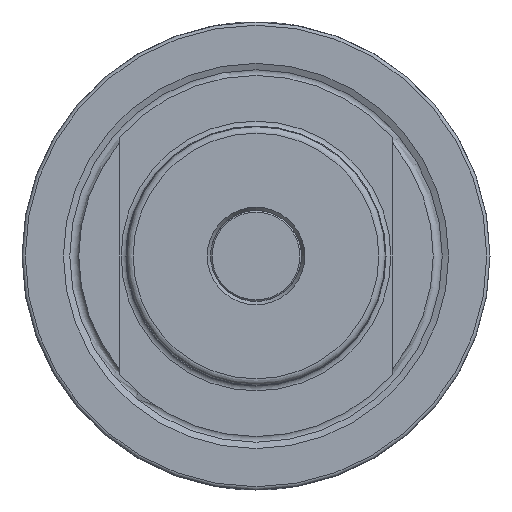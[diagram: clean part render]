
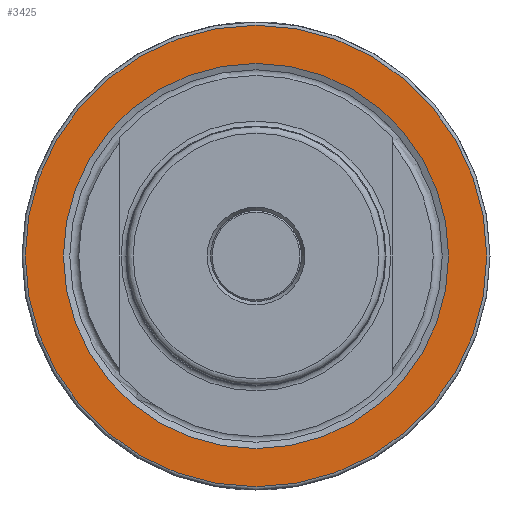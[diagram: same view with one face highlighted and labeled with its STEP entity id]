
A CAD part, left-side view. The second image highlights one B-rep face of the part: STEP entity #3425.
In plain terms, the highlighted planar face has unit normal (-1, 0, 0).
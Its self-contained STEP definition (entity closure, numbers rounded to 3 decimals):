
#290 = VERTEX_POINT ( 'NONE', #2069 ) ;
#293 = EDGE_LOOP ( 'NONE', ( #4629 ) ) ;
#571 = CIRCLE ( 'NONE', #4633, 29.626 ) ;
#681 = DIRECTION ( 'NONE',  ( 0., 0., -1. ) ) ;
#701 = PLANE ( 'NONE',  #3319 ) ;
#787 = DIRECTION ( 'NONE',  ( -1., 0., 0. ) ) ;
#2008 = DIRECTION ( 'NONE',  ( 1., 0., 0. ) ) ;
#2069 = CARTESIAN_POINT ( 'NONE',  ( 40., 0., 35.5 ) ) ;
#2090 = ORIENTED_EDGE ( 'NONE', *, *, #2725, .T. ) ;
#2107 = DIRECTION ( 'NONE',  ( 0., 0., 1. ) ) ;
#2358 = EDGE_CURVE ( 'NONE', #5547, #5547, #571, .T. ) ;
#2725 = EDGE_CURVE ( 'NONE', #290, #290, #3029, .T. ) ;
#2859 = EDGE_LOOP ( 'NONE', ( #2090 ) ) ;
#2877 = CARTESIAN_POINT ( 'NONE',  ( 40., 0., 29.626 ) ) ;
#3029 = CIRCLE ( 'NONE', #5391, 35.5 ) ;
#3257 = CARTESIAN_POINT ( 'NONE',  ( 40., 0., 0. ) ) ;
#3319 = AXIS2_PLACEMENT_3D ( 'NONE', #5658, #2008, #681 ) ;
#3350 = FACE_OUTER_BOUND ( 'NONE', #2859, .T. ) ;
#3425 = ADVANCED_FACE ( 'NONE', ( #4123, #3350 ), #701, .F. ) ;
#4123 = FACE_BOUND ( 'NONE', #293, .T. ) ;
#4184 = DIRECTION ( 'NONE',  ( -1., 0., 0. ) ) ;
#4629 = ORIENTED_EDGE ( 'NONE', *, *, #2358, .F. ) ;
#4633 = AXIS2_PLACEMENT_3D ( 'NONE', #5670, #787, #2107 ) ;
#4638 = DIRECTION ( 'NONE',  ( 0., 0., 1. ) ) ;
#5391 = AXIS2_PLACEMENT_3D ( 'NONE', #3257, #4184, #4638 ) ;
#5547 = VERTEX_POINT ( 'NONE', #2877 ) ;
#5658 = CARTESIAN_POINT ( 'NONE',  ( 40., 0., 29.626 ) ) ;
#5670 = CARTESIAN_POINT ( 'NONE',  ( 40., 0., 0. ) ) ;
